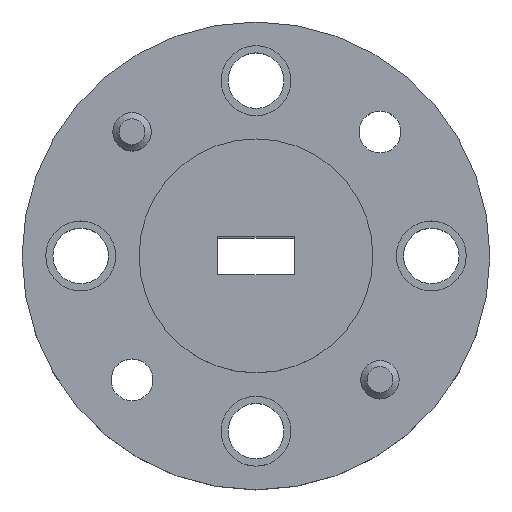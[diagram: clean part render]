
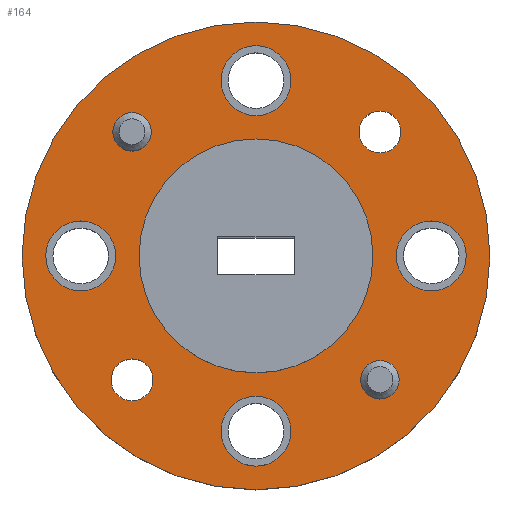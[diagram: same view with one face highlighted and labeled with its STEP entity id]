
A CAD part, top view. The second image highlights one B-rep face of the part: STEP entity #164.
In plain terms, the highlighted planar face has unit normal (0, 0, 1).
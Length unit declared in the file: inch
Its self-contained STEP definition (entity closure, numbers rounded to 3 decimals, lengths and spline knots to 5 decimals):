
#7 = FACE_BOUND ( 'NONE', #30, .T. ) ;
#19 = CARTESIAN_POINT ( 'NONE',  ( 0.056, -0.281, -0.032 ) ) ;
#30 = EDGE_LOOP ( 'NONE', ( #152 ) ) ;
#38 = AXIS2_PLACEMENT_3D ( 'NONE', #770, #396, #489 ) ;
#62 = CARTESIAN_POINT ( 'NONE',  ( 0., -0.281, -0.032 ) ) ;
#73 = EDGE_CURVE ( 'NONE', #851, #851, #923, .T. ) ;
#74 = CARTESIAN_POINT ( 'NONE',  ( 0.1987, -0.1987, -0.032 ) ) ;
#98 = FACE_OUTER_BOUND ( 'NONE', #199, .T. ) ;
#100 = VERTEX_POINT ( 'NONE', #659 ) ;
#111 = ORIENTED_EDGE ( 'NONE', *, *, #73, .F. ) ;
#121 = ORIENTED_EDGE ( 'NONE', *, *, #1189, .F. ) ;
#128 = EDGE_LOOP ( 'NONE', ( #228 ) ) ;
#138 = ORIENTED_EDGE ( 'NONE', *, *, #1085, .T. ) ;
#147 = AXIS2_PLACEMENT_3D ( 'NONE', #296, #1159, #497 ) ;
#152 = ORIENTED_EDGE ( 'NONE', *, *, #965, .F. ) ;
#164 = ADVANCED_FACE ( 'NONE', ( #290, #598, #1073, #975, #587, #498, #682, #968, #7, #98 ), #284, .T. ) ;
#170 = EDGE_LOOP ( 'NONE', ( #1133 ) ) ;
#172 = DIRECTION ( 'NONE',  ( 0., 0., 1. ) ) ;
#199 = EDGE_LOOP ( 'NONE', ( #138 ) ) ;
#211 = VERTEX_POINT ( 'NONE', #1000 ) ;
#228 = ORIENTED_EDGE ( 'NONE', *, *, #745, .F. ) ;
#248 = CARTESIAN_POINT ( 'NONE',  ( 0.281, 0., -0.032 ) ) ;
#261 = DIRECTION ( 'NONE',  ( 1., 0., 0. ) ) ;
#263 = EDGE_CURVE ( 'NONE', #744, #744, #1127, .T. ) ;
#274 = CARTESIAN_POINT ( 'NONE',  ( 0.22945, -0.1987, -0.032 ) ) ;
#284 = PLANE ( 'NONE',  #38 ) ;
#290 = FACE_BOUND ( 'NONE', #605, .T. ) ;
#296 = CARTESIAN_POINT ( 'NONE',  ( -0.1987, 0.1987, -0.032 ) ) ;
#304 = VERTEX_POINT ( 'NONE', #402 ) ;
#311 = CARTESIAN_POINT ( 'NONE',  ( 0.2322, 0.1987, -0.032 ) ) ;
#317 = CARTESIAN_POINT ( 'NONE',  ( -0.1987, -0.1987, -0.032 ) ) ;
#323 = DIRECTION ( 'NONE',  ( 1., 0., 0. ) ) ;
#348 = CARTESIAN_POINT ( 'NONE',  ( 0., 0., -0.032 ) ) ;
#353 = AXIS2_PLACEMENT_3D ( 'NONE', #1244, #386, #971 ) ;
#360 = DIRECTION ( 'NONE',  ( 1., 0., 0. ) ) ;
#364 = CIRCLE ( 'NONE', #615, 0.056 ) ;
#386 = DIRECTION ( 'NONE',  ( 0., 0., 1. ) ) ;
#396 = DIRECTION ( 'NONE',  ( 0., 0., 1. ) ) ;
#402 = CARTESIAN_POINT ( 'NONE',  ( 0.375, 0., -0.032 ) ) ;
#412 = CIRCLE ( 'NONE', #579, 0.056 ) ;
#460 = DIRECTION ( 'NONE',  ( 1., 0., 0. ) ) ;
#462 = EDGE_CURVE ( 'NONE', #589, #589, #577, .T. ) ;
#464 = ORIENTED_EDGE ( 'NONE', *, *, #263, .F. ) ;
#471 = CIRCLE ( 'NONE', #147, 0.03075 ) ;
#489 = DIRECTION ( 'NONE',  ( 1., 0., 0. ) ) ;
#497 = DIRECTION ( 'NONE',  ( 1., 0., 0. ) ) ;
#498 = FACE_BOUND ( 'NONE', #513, .T. ) ;
#499 = EDGE_CURVE ( 'NONE', #100, #100, #471, .T. ) ;
#513 = EDGE_LOOP ( 'NONE', ( #111 ) ) ;
#515 = DIRECTION ( 'NONE',  ( 1., 0., 0. ) ) ;
#521 = DIRECTION ( 'NONE',  ( 0., 0., 1. ) ) ;
#549 = AXIS2_PLACEMENT_3D ( 'NONE', #348, #1202, #261 ) ;
#560 = CARTESIAN_POINT ( 'NONE',  ( 0.337, 0., -0.032 ) ) ;
#577 = CIRCLE ( 'NONE', #728, 0.03075 ) ;
#579 = AXIS2_PLACEMENT_3D ( 'NONE', #622, #1175, #515 ) ;
#587 = FACE_BOUND ( 'NONE', #881, .T. ) ;
#589 = VERTEX_POINT ( 'NONE', #274 ) ;
#598 = FACE_BOUND ( 'NONE', #170, .T. ) ;
#600 = CARTESIAN_POINT ( 'NONE',  ( 0.056, 0.281, -0.032 ) ) ;
#605 = EDGE_LOOP ( 'NONE', ( #787 ) ) ;
#615 = AXIS2_PLACEMENT_3D ( 'NONE', #715, #1007, #360 ) ;
#622 = CARTESIAN_POINT ( 'NONE',  ( -0.281, 0., -0.032 ) ) ;
#623 = ORIENTED_EDGE ( 'NONE', *, *, #1016, .F. ) ;
#638 = DIRECTION ( 'NONE',  ( 1., 0., 0. ) ) ;
#659 = CARTESIAN_POINT ( 'NONE',  ( -0.16795, 0.1987, -0.032 ) ) ;
#678 = CARTESIAN_POINT ( 'NONE',  ( -0.1652, -0.1987, -0.032 ) ) ;
#682 = FACE_BOUND ( 'NONE', #1104, .T. ) ;
#715 = CARTESIAN_POINT ( 'NONE',  ( 0., 0.281, -0.032 ) ) ;
#728 = AXIS2_PLACEMENT_3D ( 'NONE', #74, #741, #1141 ) ;
#741 = DIRECTION ( 'NONE',  ( 0., 0., 1. ) ) ;
#744 = VERTEX_POINT ( 'NONE', #678 ) ;
#745 = EDGE_CURVE ( 'NONE', #788, #788, #1063, .T. ) ;
#750 = AXIS2_PLACEMENT_3D ( 'NONE', #1140, #813, #1203 ) ;
#757 = ORIENTED_EDGE ( 'NONE', *, *, #830, .F. ) ;
#769 = AXIS2_PLACEMENT_3D ( 'NONE', #62, #172, #460 ) ;
#770 = CARTESIAN_POINT ( 'NONE',  ( 0., 0., -0.032 ) ) ;
#787 = ORIENTED_EDGE ( 'NONE', *, *, #462, .F. ) ;
#788 = VERTEX_POINT ( 'NONE', #19 ) ;
#812 = CIRCLE ( 'NONE', #353, 0.1875 ) ;
#813 = DIRECTION ( 'NONE',  ( 0., 0., 1. ) ) ;
#830 = EDGE_CURVE ( 'NONE', #882, #882, #1090, .T. ) ;
#851 = VERTEX_POINT ( 'NONE', #560 ) ;
#859 = AXIS2_PLACEMENT_3D ( 'NONE', #248, #521, #638 ) ;
#881 = EDGE_LOOP ( 'NONE', ( #623 ) ) ;
#882 = VERTEX_POINT ( 'NONE', #311 ) ;
#923 = CIRCLE ( 'NONE', #859, 0.056 ) ;
#965 = EDGE_CURVE ( 'NONE', #1169, #1169, #812, .T. ) ;
#968 = FACE_BOUND ( 'NONE', #973, .T. ) ;
#971 = DIRECTION ( 'NONE',  ( 1., 0., 0. ) ) ;
#973 = EDGE_LOOP ( 'NONE', ( #464 ) ) ;
#975 = FACE_BOUND ( 'NONE', #128, .T. ) ;
#982 = CARTESIAN_POINT ( 'NONE',  ( 0.1875, 0., -0.032 ) ) ;
#1000 = CARTESIAN_POINT ( 'NONE',  ( -0.225, 0., -0.032 ) ) ;
#1007 = DIRECTION ( 'NONE',  ( 0., 0., 1. ) ) ;
#1009 = DIRECTION ( 'NONE',  ( 0., 0., 1. ) ) ;
#1016 = EDGE_CURVE ( 'NONE', #211, #211, #412, .T. ) ;
#1051 = EDGE_LOOP ( 'NONE', ( #121 ) ) ;
#1055 = CIRCLE ( 'NONE', #549, 0.375 ) ;
#1063 = CIRCLE ( 'NONE', #769, 0.056 ) ;
#1073 = FACE_BOUND ( 'NONE', #1051, .T. ) ;
#1084 = VERTEX_POINT ( 'NONE', #600 ) ;
#1085 = EDGE_CURVE ( 'NONE', #304, #304, #1055, .T. ) ;
#1088 = AXIS2_PLACEMENT_3D ( 'NONE', #317, #1009, #323 ) ;
#1090 = CIRCLE ( 'NONE', #750, 0.0335 ) ;
#1104 = EDGE_LOOP ( 'NONE', ( #757 ) ) ;
#1127 = CIRCLE ( 'NONE', #1088, 0.0335 ) ;
#1133 = ORIENTED_EDGE ( 'NONE', *, *, #499, .F. ) ;
#1140 = CARTESIAN_POINT ( 'NONE',  ( 0.1987, 0.1987, -0.032 ) ) ;
#1141 = DIRECTION ( 'NONE',  ( 1., 0., 0. ) ) ;
#1159 = DIRECTION ( 'NONE',  ( 0., 0., 1. ) ) ;
#1169 = VERTEX_POINT ( 'NONE', #982 ) ;
#1175 = DIRECTION ( 'NONE',  ( 0., 0., 1. ) ) ;
#1189 = EDGE_CURVE ( 'NONE', #1084, #1084, #364, .T. ) ;
#1202 = DIRECTION ( 'NONE',  ( 0., 0., 1. ) ) ;
#1203 = DIRECTION ( 'NONE',  ( 1., 0., 0. ) ) ;
#1244 = CARTESIAN_POINT ( 'NONE',  ( 0., 0., -0.032 ) ) ;
